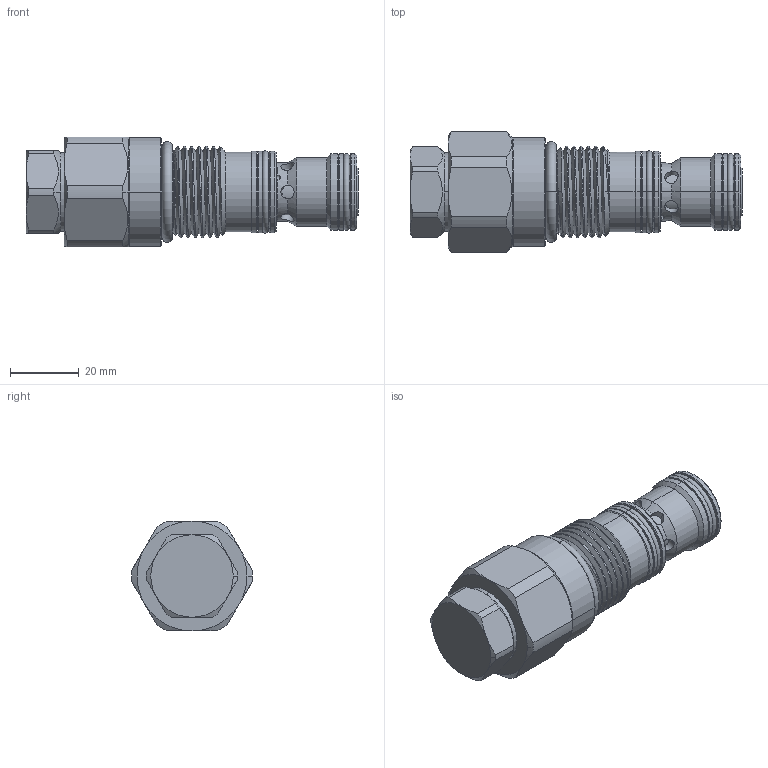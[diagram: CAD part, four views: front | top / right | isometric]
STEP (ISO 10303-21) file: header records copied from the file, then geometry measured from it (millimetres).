
FILE_DESCRIPTION (( 'STEP AP203' ), '1' );
FILE_NAME ('CBA12B34-N.STEP', '2023-02-17T06:24:06', ( '' ), ( '' ), 'SwSTEP 2.0', 'SolidWorks 2018', '' );
FILE_SCHEMA (( 'CONFIG_CONTROL_DESIGN' ));
Length unit declared in the file: millimetre
Products named in the file (1): CBA12B34-N
Bounding box: 96.68 x 35.1 x 32 mm (x, y, z)
Volume: 52661.4 mm3; surface area: 12393.2 mm2
Topology: 1 solids, 2 shells, 213 faces, 502 edges, 309 vertices
Faces by surface type: cylinder 98, cone 43, torus 35, plane 35, bspline 2
Entity records: 8454 total; most frequent: CARTESIAN_POINT 3551, DIRECTION 1054, ORIENTED_EDGE 1002, EDGE_CURVE 501, AXIS2_PLACEMENT_3D 460, VERTEX_POINT 309, CIRCLE 248, EDGE_LOOP 230
